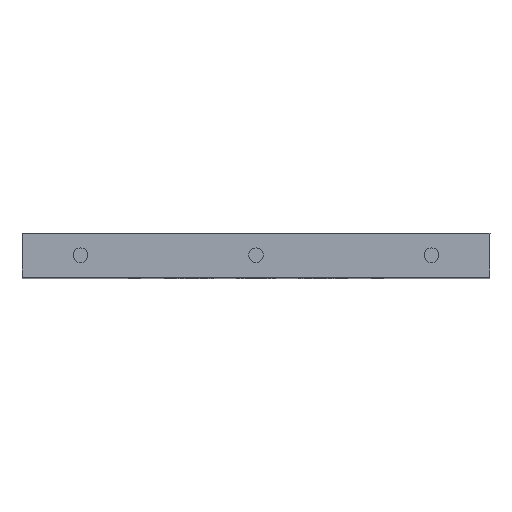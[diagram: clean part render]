
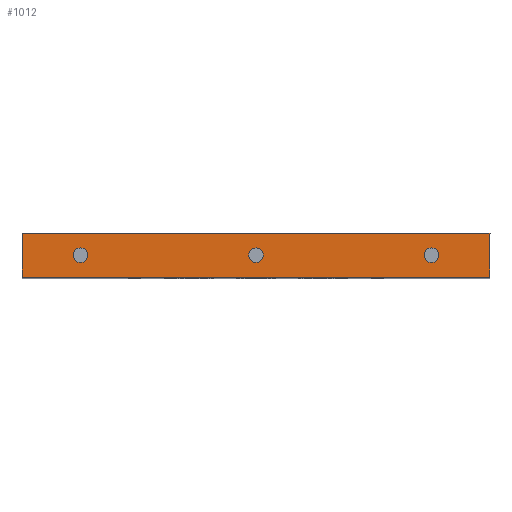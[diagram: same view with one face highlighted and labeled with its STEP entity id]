
A CAD part, top view. The second image highlights one B-rep face of the part: STEP entity #1012.
In plain terms, the highlighted planar face has unit normal (0, 0, 1).
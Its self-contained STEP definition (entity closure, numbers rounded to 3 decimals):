
#27=FACE_BOUND('',#173,.T.);
#28=FACE_BOUND('',#174,.T.);
#29=FACE_BOUND('',#175,.T.);
#62=PLANE('',#1158);
#113=FACE_OUTER_BOUND('',#172,.T.);
#172=EDGE_LOOP('',(#890,#891,#892,#893));
#173=EDGE_LOOP('',(#894));
#174=EDGE_LOOP('',(#895));
#175=EDGE_LOOP('',(#896));
#252=LINE('',#1769,#316);
#256=LINE('',#1776,#320);
#257=LINE('',#1779,#321);
#258=LINE('',#1780,#322);
#316=VECTOR('',#1472,10.);
#320=VECTOR('',#1478,10.);
#321=VECTOR('',#1481,10.);
#322=VECTOR('',#1482,10.);
#375=CIRCLE('',#1099,2.5);
#377=CIRCLE('',#1103,2.5);
#379=CIRCLE('',#1107,2.5);
#455=VERTEX_POINT('',#1638);
#457=VERTEX_POINT('',#1645);
#459=VERTEX_POINT('',#1652);
#496=VERTEX_POINT('',#1766);
#497=VERTEX_POINT('',#1768);
#499=VERTEX_POINT('',#1773);
#500=VERTEX_POINT('',#1778);
#575=EDGE_CURVE('',#455,#455,#375,.T.);
#578=EDGE_CURVE('',#457,#457,#377,.T.);
#581=EDGE_CURVE('',#459,#459,#379,.T.);
#636=EDGE_CURVE('',#496,#497,#252,.F.);
#640=EDGE_CURVE('',#499,#497,#256,.T.);
#641=EDGE_CURVE('',#499,#500,#257,.T.);
#642=EDGE_CURVE('',#500,#496,#258,.F.);
#890=ORIENTED_EDGE('',*,*,#641,.F.);
#891=ORIENTED_EDGE('',*,*,#640,.T.);
#892=ORIENTED_EDGE('',*,*,#636,.F.);
#893=ORIENTED_EDGE('',*,*,#642,.F.);
#894=ORIENTED_EDGE('',*,*,#575,.T.);
#895=ORIENTED_EDGE('',*,*,#578,.T.);
#896=ORIENTED_EDGE('',*,*,#581,.T.);
#1012=ADVANCED_FACE('',(#113,#27,#28,#29),#62,.T.);
#1099=AXIS2_PLACEMENT_3D('',#1639,#1326,#1327);
#1103=AXIS2_PLACEMENT_3D('',#1646,#1335,#1336);
#1107=AXIS2_PLACEMENT_3D('',#1653,#1344,#1345);
#1158=AXIS2_PLACEMENT_3D('',#1777,#1479,#1480);
#1326=DIRECTION('center_axis',(0.,0.,
-1.));
#1327=DIRECTION('ref_axis',(-1.,0.,0.));
#1335=DIRECTION('center_axis',(0.,0.,
-1.));
#1336=DIRECTION('ref_axis',(-1.,0.,0.));
#1344=DIRECTION('center_axis',(0.,0.,
-1.));
#1345=DIRECTION('ref_axis',(-1.,0.,0.));
#1472=DIRECTION('',(-1.,0.,0.));
#1478=DIRECTION('',(0.,1.,0.));
#1479=DIRECTION('center_axis',(0.,0.,
1.));
#1480=DIRECTION('ref_axis',(1.,0.,0.));
#1481=DIRECTION('',(-1.,0.,0.));
#1482=DIRECTION('',(0.,-1.,0.));
#1638=CARTESIAN_POINT('',(102.5,-56.5,244.935));
#1639=CARTESIAN_POINT('Origin',(100.,-56.5,244.935));
#1645=CARTESIAN_POINT('',(42.5,-56.5,244.935));
#1646=CARTESIAN_POINT('Origin',(40.,-56.5,244.935));
#1652=CARTESIAN_POINT('',(-17.5,-56.5,244.935));
#1653=CARTESIAN_POINT('Origin',(-20.,-56.5,244.935));
#1766=CARTESIAN_POINT('',(-40.,-49.,244.935));
#1768=CARTESIAN_POINT('',(120.,-49.,244.935));
#1769=CARTESIAN_POINT('',(0.,-49.,244.935));
#1773=CARTESIAN_POINT('',(120.,-64.,244.935));
#1776=CARTESIAN_POINT('',(120.,-64.,244.935));
#1777=CARTESIAN_POINT('Origin',(-40.,-64.,244.935));
#1778=CARTESIAN_POINT('',(-40.,-64.,244.935));
#1779=CARTESIAN_POINT('',(0.,-64.,244.935));
#1780=CARTESIAN_POINT('',(-40.,-64.,244.935));
